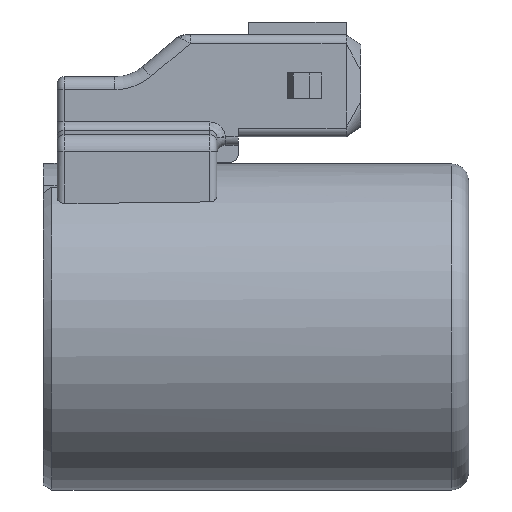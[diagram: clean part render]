
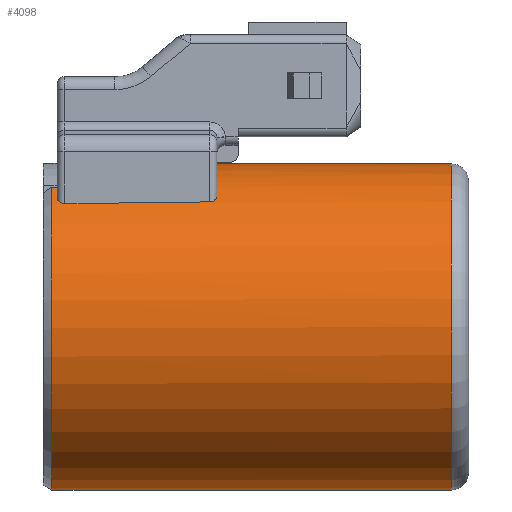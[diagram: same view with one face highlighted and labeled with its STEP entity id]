
A CAD part, left-side view. The second image highlights one B-rep face of the part: STEP entity #4098.
In plain terms, the highlighted cylindrical face has radius 18.9 mm (diameter 37.8 mm), a partial arc.
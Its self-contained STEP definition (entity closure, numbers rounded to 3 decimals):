
#3 = CARTESIAN_POINT ( 'NONE',  ( 0., 48.3, 0. ) ) ;
#73 = ORIENTED_EDGE ( 'NONE', *, *, #1333, .T. ) ;
#202 = AXIS2_PLACEMENT_3D ( 'NONE', #2239, #2782, #4464 ) ;
#264 = DIRECTION ( 'NONE',  ( 0., -1., 0. ) ) ;
#531 = DIRECTION ( 'NONE',  ( 0., -1., 0. ) ) ;
#541 = CARTESIAN_POINT ( 'NONE',  ( -7.7, 33.3, 17.26 ) ) ;
#546 = CARTESIAN_POINT ( 'NONE',  ( -8.883, 33.682, 16.683 ) ) ;
#587 = ORIENTED_EDGE ( 'NONE', *, *, #6714, .F. ) ;
#738 = ORIENTED_EDGE ( 'NONE', *, *, #4322, .T. ) ;
#886 = B_SPLINE_CURVE_WITH_KNOTS ( 'NONE', 3,
 ( #3311, #2219, #2714, #2243, #7063, #4413, #4881, #5969, #546, #4951, #1694, #7039, #6582, #6495, #2764, #3788 ),
 .UNSPECIFIED., .F., .F.,
 ( 4, 2, 2, 2, 2, 2, 2, 4 ),
 ( 0., 0., 0.001, 0.002, 0.002, 0.002, 0.003, 0.003 ),
 .UNSPECIFIED. ) ;
#1180 = CARTESIAN_POINT ( 'NONE',  ( -9.7, 50.3, 16.221 ) ) ;
#1192 = VERTEX_POINT ( 'NONE', #3904 ) ;
#1333 = EDGE_CURVE ( 'NONE', #3591, #4255, #2761, .T. ) ;
#1506 = EDGE_CURVE ( 'NONE', #2139, #7031, #5502, .T. ) ;
#1677 = ORIENTED_EDGE ( 'NONE', *, *, #2749, .F. ) ;
#1694 = CARTESIAN_POINT ( 'NONE',  ( -8.557, 33.489, 16.852 ) ) ;
#1779 = ORIENTED_EDGE ( 'NONE', *, *, #1506, .F. ) ;
#1908 = VECTOR ( 'NONE', #3477, 1000. ) ;
#2129 = CYLINDRICAL_SURFACE ( 'NONE', #202, 18.9 ) ;
#2139 = VERTEX_POINT ( 'NONE', #4805 ) ;
#2219 = CARTESIAN_POINT ( 'NONE',  ( -9.7, 35.16, 16.221 ) ) ;
#2239 = CARTESIAN_POINT ( 'NONE',  ( 0., 50.3, 0. ) ) ;
#2243 = CARTESIAN_POINT ( 'NONE',  ( -9.629, 34.753, 16.263 ) ) ;
#2286 = LINE ( 'NONE', #5760, #6211 ) ;
#2446 = VERTEX_POINT ( 'NONE', #4477 ) ;
#2714 = CARTESIAN_POINT ( 'NONE',  ( -9.685, 35.022, 16.23 ) ) ;
#2749 = EDGE_CURVE ( 'NONE', #3206, #2446, #6071, .T. ) ;
#2761 = LINE ( 'NONE', #5116, #1908 ) ;
#2764 = CARTESIAN_POINT ( 'NONE',  ( -7.828, 33.3, 17.203 ) ) ;
#2765 = AXIS2_PLACEMENT_3D ( 'NONE', #4143, #5250, #3036 ) ;
#2782 = DIRECTION ( 'NONE',  ( 0., -1., 0. ) ) ;
#2814 = FACE_OUTER_BOUND ( 'NONE', #6191, .T. ) ;
#2946 = ORIENTED_EDGE ( 'NONE', *, *, #5083, .F. ) ;
#3036 = DIRECTION ( 'NONE',  ( 0., 0., 1. ) ) ;
#3141 = CIRCLE ( 'NONE', #2765, 18.9 ) ;
#3156 = ORIENTED_EDGE ( 'NONE', *, *, #4563, .T. ) ;
#3197 = DIRECTION ( 'NONE',  ( 0., 0., -1. ) ) ;
#3206 = VERTEX_POINT ( 'NONE', #541 ) ;
#3311 = CARTESIAN_POINT ( 'NONE',  ( -9.7, 35.3, 16.221 ) ) ;
#3318 = AXIS2_PLACEMENT_3D ( 'NONE', #3, #531, #3197 ) ;
#3477 = DIRECTION ( 'NONE',  ( 0., -1., 0. ) ) ;
#3591 = VERTEX_POINT ( 'NONE', #4356 ) ;
#3660 = CIRCLE ( 'NONE', #3318, 18.9 ) ;
#3788 = CARTESIAN_POINT ( 'NONE',  ( -7.7, 33.3, 17.26 ) ) ;
#3883 = CARTESIAN_POINT ( 'NONE',  ( 0., 33.3, 0. ) ) ;
#3904 = CARTESIAN_POINT ( 'NONE',  ( 0., 2., 18.9 ) ) ;
#4098 = ADVANCED_FACE ( 'NONE', ( #2814 ), #2129, .T. ) ;
#4143 = CARTESIAN_POINT ( 'NONE',  ( 0., 2., 0. ) ) ;
#4199 = CARTESIAN_POINT ( 'NONE',  ( -9.7, 35.3, 16.221 ) ) ;
#4255 = VERTEX_POINT ( 'NONE', #5688 ) ;
#4322 = EDGE_CURVE ( 'NONE', #4255, #1192, #3141, .T. ) ;
#4356 = CARTESIAN_POINT ( 'NONE',  ( 0., 48.3, -18.9 ) ) ;
#4413 = CARTESIAN_POINT ( 'NONE',  ( -9.423, 34.249, 16.384 ) ) ;
#4464 = DIRECTION ( 'NONE',  ( 0., 0., -1. ) ) ;
#4470 = DIRECTION ( 'NONE',  ( 0., -1., 0. ) ) ;
#4477 = CARTESIAN_POINT ( 'NONE',  ( 0., 33.3, 18.9 ) ) ;
#4492 = DIRECTION ( 'NONE',  ( 0., 1., 0. ) ) ;
#4563 = EDGE_CURVE ( 'NONE', #2139, #3591, #3660, .T. ) ;
#4805 = CARTESIAN_POINT ( 'NONE',  ( -9.7, 48.3, 16.221 ) ) ;
#4881 = CARTESIAN_POINT ( 'NONE',  ( -9.266, 34.029, 16.474 ) ) ;
#4951 = CARTESIAN_POINT ( 'NONE',  ( -8.669, 33.546, 16.795 ) ) ;
#5046 = DIRECTION ( 'NONE',  ( 0., 0., 1. ) ) ;
#5083 = EDGE_CURVE ( 'NONE', #2446, #1192, #2286, .T. ) ;
#5116 = CARTESIAN_POINT ( 'NONE',  ( 0., 50.3, -18.9 ) ) ;
#5158 = AXIS2_PLACEMENT_3D ( 'NONE', #3883, #4492, #5046 ) ;
#5250 = DIRECTION ( 'NONE',  ( 0., 1., 0. ) ) ;
#5502 = LINE ( 'NONE', #1180, #6342 ) ;
#5688 = CARTESIAN_POINT ( 'NONE',  ( 0., 2., -18.9 ) ) ;
#5760 = CARTESIAN_POINT ( 'NONE',  ( 0., 50.3, 18.9 ) ) ;
#5969 = CARTESIAN_POINT ( 'NONE',  ( -8.986, 33.762, 16.628 ) ) ;
#6071 = CIRCLE ( 'NONE', #5158, 18.9 ) ;
#6191 = EDGE_LOOP ( 'NONE', ( #2946, #1677, #587, #1779, #3156, #73, #738 ) ) ;
#6211 = VECTOR ( 'NONE', #264, 1000. ) ;
#6342 = VECTOR ( 'NONE', #4470, 1000. ) ;
#6495 = CARTESIAN_POINT ( 'NONE',  ( -7.954, 33.312, 17.146 ) ) ;
#6582 = CARTESIAN_POINT ( 'NONE',  ( -8.2, 33.359, 17.029 ) ) ;
#6714 = EDGE_CURVE ( 'NONE', #7031, #3206, #886, .T. ) ;
#7031 = VERTEX_POINT ( 'NONE', #4199 ) ;
#7039 = CARTESIAN_POINT ( 'NONE',  ( -8.322, 33.395, 16.97 ) ) ;
#7063 = CARTESIAN_POINT ( 'NONE',  ( -9.586, 34.62, 16.289 ) ) ;
